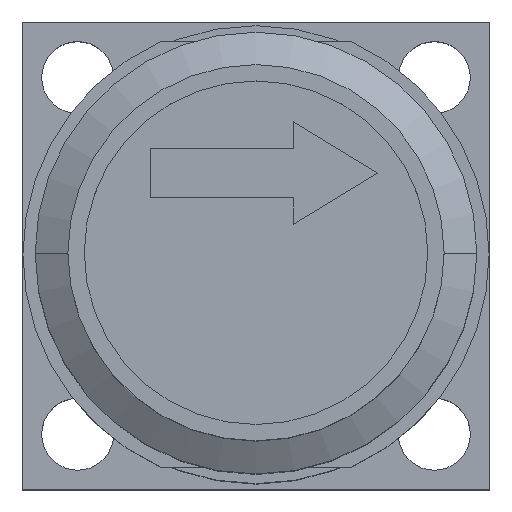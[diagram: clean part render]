
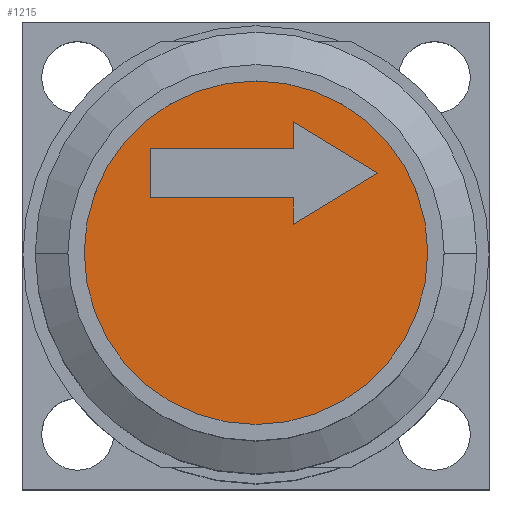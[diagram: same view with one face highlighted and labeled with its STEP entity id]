
A CAD part, top view. The second image highlights one B-rep face of the part: STEP entity #1215.
In plain terms, the highlighted planar face has unit normal (0, 0, 1).
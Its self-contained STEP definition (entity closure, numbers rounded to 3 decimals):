
#28 = LINE ( 'NONE', #293, #278 ) ;
#51 = LINE ( 'NONE', #471, #1285 ) ;
#60 = CARTESIAN_POINT ( 'NONE',  ( 10.5, 0., 116.8 ) ) ;
#157 = EDGE_CURVE ( 'NONE', #407, #740, #1783, .T. ) ;
#197 = VERTEX_POINT ( 'NONE', #1353 ) ;
#230 = ORIENTED_EDGE ( 'NONE', *, *, #457, .T. ) ;
#248 = CARTESIAN_POINT ( 'NONE',  ( 0., 0., 116.8 ) ) ;
#262 = EDGE_CURVE ( 'NONE', #1307, #592, #28, .T. ) ;
#278 = VECTOR ( 'NONE', #1308, 1000. ) ;
#293 = CARTESIAN_POINT ( 'NONE',  ( 2.283, 6.388, 116.8 ) ) ;
#317 = AXIS2_PLACEMENT_3D ( 'NONE', #248, #552, #814 ) ;
#326 = DIRECTION ( 'NONE',  ( -1., 0., 0. ) ) ;
#336 = EDGE_CURVE ( 'NONE', #396, #1535, #1022, .T. ) ;
#337 = LINE ( 'NONE', #897, #589 ) ;
#373 = DIRECTION ( 'NONE',  ( 0., -1., 0. ) ) ;
#396 = VERTEX_POINT ( 'NONE', #514 ) ;
#407 = VERTEX_POINT ( 'NONE', #664 ) ;
#457 = EDGE_CURVE ( 'NONE', #1419, #197, #1177, .T. ) ;
#458 = EDGE_CURVE ( 'NONE', #740, #1307, #929, .T. ) ;
#471 = CARTESIAN_POINT ( 'NONE',  ( 2.283, 1.744, 116.8 ) ) ;
#488 = DIRECTION ( 'NONE',  ( 0.854, 0.52, 0. ) ) ;
#496 = PLANE ( 'NONE',  #1531 ) ;
#514 = CARTESIAN_POINT ( 'NONE',  ( -6.476, 3.356, 116.8 ) ) ;
#534 = DIRECTION ( 'NONE',  ( -0.854, 0.52, 0. ) ) ;
#536 = ORIENTED_EDGE ( 'NONE', *, *, #262, .F. ) ;
#552 = DIRECTION ( 'NONE',  ( 0., 0., 1. ) ) ;
#557 = VERTEX_POINT ( 'NONE', #1113 ) ;
#589 = VECTOR ( 'NONE', #326, 1000. ) ;
#592 = VERTEX_POINT ( 'NONE', #1430 ) ;
#620 = CARTESIAN_POINT ( 'NONE',  ( -6.476, 6.388, 116.8 ) ) ;
#621 = CARTESIAN_POINT ( 'NONE',  ( 2.283, 1.744, 116.8 ) ) ;
#649 = DIRECTION ( 'NONE',  ( 0., 0., 1. ) ) ;
#664 = CARTESIAN_POINT ( 'NONE',  ( 2.283, 1.744, 116.8 ) ) ;
#681 = FACE_BOUND ( 'NONE', #781, .T. ) ;
#713 = VECTOR ( 'NONE', #1600, 1000. ) ;
#740 = VERTEX_POINT ( 'NONE', #1436 ) ;
#747 = ORIENTED_EDGE ( 'NONE', *, *, #1478, .T. ) ;
#755 = LINE ( 'NONE', #620, #713 ) ;
#775 = ORIENTED_EDGE ( 'NONE', *, *, #157, .F. ) ;
#781 = EDGE_LOOP ( 'NONE', ( #775, #1599, #1003, #1295, #1261, #536, #1045 ) ) ;
#782 = CARTESIAN_POINT ( 'NONE',  ( 0., 0., 116.8 ) ) ;
#814 = DIRECTION ( 'NONE',  ( -1., 0., 0. ) ) ;
#831 = EDGE_LOOP ( 'NONE', ( #747, #230 ) ) ;
#872 = VECTOR ( 'NONE', #488, 1000. ) ;
#873 = VECTOR ( 'NONE', #1603, 1000. ) ;
#897 = CARTESIAN_POINT ( 'NONE',  ( -6.476, 6.388, 116.8 ) ) ;
#929 = LINE ( 'NONE', #1663, #965 ) ;
#947 = DIRECTION ( 'NONE',  ( 0., 0., -1. ) ) ;
#959 = CARTESIAN_POINT ( 'NONE',  ( 2.283, 8., 116.8 ) ) ;
#965 = VECTOR ( 'NONE', #534, 1000. ) ;
#1003 = ORIENTED_EDGE ( 'NONE', *, *, #336, .F. ) ;
#1022 = LINE ( 'NONE', #1484, #873 ) ;
#1045 = ORIENTED_EDGE ( 'NONE', *, *, #458, .F. ) ;
#1070 = EDGE_CURVE ( 'NONE', #1535, #407, #51, .T. ) ;
#1084 = EDGE_CURVE ( 'NONE', #557, #396, #755, .T. ) ;
#1113 = CARTESIAN_POINT ( 'NONE',  ( -6.476, 6.388, 116.8 ) ) ;
#1177 = CIRCLE ( 'NONE', #1762, 10.5 ) ;
#1215 = ADVANCED_FACE ( 'NONE', ( #1649, #681 ), #496, .F. ) ;
#1223 = DIRECTION ( 'NONE',  ( -1., 0., 0. ) ) ;
#1261 = ORIENTED_EDGE ( 'NONE', *, *, #1627, .F. ) ;
#1285 = VECTOR ( 'NONE', #1790, 1000. ) ;
#1293 = CARTESIAN_POINT ( 'NONE',  ( 2.283, 3.356, 116.8 ) ) ;
#1295 = ORIENTED_EDGE ( 'NONE', *, *, #1084, .F. ) ;
#1307 = VERTEX_POINT ( 'NONE', #959 ) ;
#1308 = DIRECTION ( 'NONE',  ( 0., -1., 0. ) ) ;
#1353 = CARTESIAN_POINT ( 'NONE',  ( -10.5, 0., 116.8 ) ) ;
#1419 = VERTEX_POINT ( 'NONE', #60 ) ;
#1430 = CARTESIAN_POINT ( 'NONE',  ( 2.283, 6.388, 116.8 ) ) ;
#1436 = CARTESIAN_POINT ( 'NONE',  ( 7.427, 4.872, 116.8 ) ) ;
#1478 = EDGE_CURVE ( 'NONE', #197, #1419, #1555, .T. ) ;
#1484 = CARTESIAN_POINT ( 'NONE',  ( -6.476, 3.356, 116.8 ) ) ;
#1531 = AXIS2_PLACEMENT_3D ( 'NONE', #1818, #947, #373 ) ;
#1535 = VERTEX_POINT ( 'NONE', #1293 ) ;
#1555 = CIRCLE ( 'NONE', #317, 10.5 ) ;
#1599 = ORIENTED_EDGE ( 'NONE', *, *, #1070, .F. ) ;
#1600 = DIRECTION ( 'NONE',  ( 0., -1., 0. ) ) ;
#1603 = DIRECTION ( 'NONE',  ( 1., 0., 0. ) ) ;
#1627 = EDGE_CURVE ( 'NONE', #592, #557, #337, .T. ) ;
#1649 = FACE_OUTER_BOUND ( 'NONE', #831, .T. ) ;
#1663 = CARTESIAN_POINT ( 'NONE',  ( 2.283, 8., 116.8 ) ) ;
#1762 = AXIS2_PLACEMENT_3D ( 'NONE', #782, #649, #1223 ) ;
#1783 = LINE ( 'NONE', #621, #872 ) ;
#1790 = DIRECTION ( 'NONE',  ( 0., -1., 0. ) ) ;
#1818 = CARTESIAN_POINT ( 'NONE',  ( 0., 0., 116.8 ) ) ;
